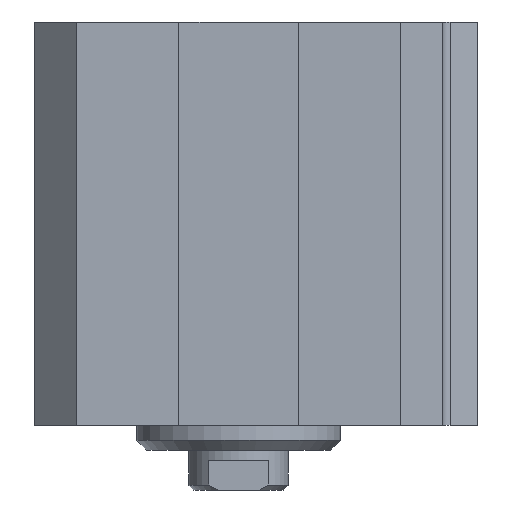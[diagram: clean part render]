
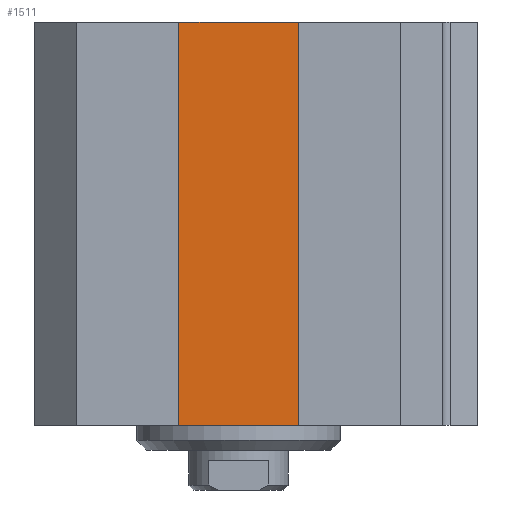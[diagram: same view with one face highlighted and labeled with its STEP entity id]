
A CAD part, left-side view. The second image highlights one B-rep face of the part: STEP entity #1511.
In plain terms, the highlighted planar face has unit normal (-1, 0, 0).
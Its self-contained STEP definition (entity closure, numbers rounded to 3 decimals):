
#38=LINE('',#2179,#156);
#77=LINE('',#2373,#195);
#78=LINE('',#2376,#196);
#79=LINE('',#2377,#197);
#156=VECTOR('',#1745,16.2);
#195=VECTOR('',#1944,40.5);
#196=VECTOR('',#1947,16.2);
#197=VECTOR('',#1948,40.5);
#289=PLANE('',#1654);
#429=FACE_OUTER_BOUND('',#560,.T.);
#560=EDGE_LOOP('',(#1132,#1133,#1134,#1135));
#691=VERTEX_POINT('',#2176);
#692=VERTEX_POINT('',#2178);
#767=VERTEX_POINT('',#2371);
#768=VERTEX_POINT('',#2375);
#828=EDGE_CURVE('',#692,#691,#38,.T.);
#908=EDGE_CURVE('',#691,#767,#77,.T.);
#909=EDGE_CURVE('',#767,#768,#78,.T.);
#910=EDGE_CURVE('',#692,#768,#79,.T.);
#1132=ORIENTED_EDGE('',*,*,#909,.T.);
#1133=ORIENTED_EDGE('',*,*,#910,.F.);
#1134=ORIENTED_EDGE('',*,*,#828,.T.);
#1135=ORIENTED_EDGE('',*,*,#908,.T.);
#1511=ADVANCED_FACE('',(#429),#289,.T.);
#1654=AXIS2_PLACEMENT_3D('',#2374,#1945,#1946);
#1745=DIRECTION('',(0.,1.,0.));
#1944=DIRECTION('',(0.,0.,-1.));
#1945=DIRECTION('center_axis',(-1.,0.,0.));
#1946=DIRECTION('ref_axis',(0.,0.,1.));
#1947=DIRECTION('',(0.,-1.,0.));
#1948=DIRECTION('',(0.,0.,-1.));
#2176=CARTESIAN_POINT('',(-15.,8.1,0.));
#2178=CARTESIAN_POINT('',(-15.,-8.1,0.));
#2179=CARTESIAN_POINT('',(-15.,-8.1,0.));
#2371=CARTESIAN_POINT('',(-15.,8.1,-40.5));
#2373=CARTESIAN_POINT('',(-15.,8.1,0.));
#2374=CARTESIAN_POINT('Origin',(-15.,8.1,0.));
#2375=CARTESIAN_POINT('',(-15.,-8.1,-40.5));
#2376=CARTESIAN_POINT('',(-15.,-8.1,-40.5));
#2377=CARTESIAN_POINT('',(-15.,-8.1,0.));
